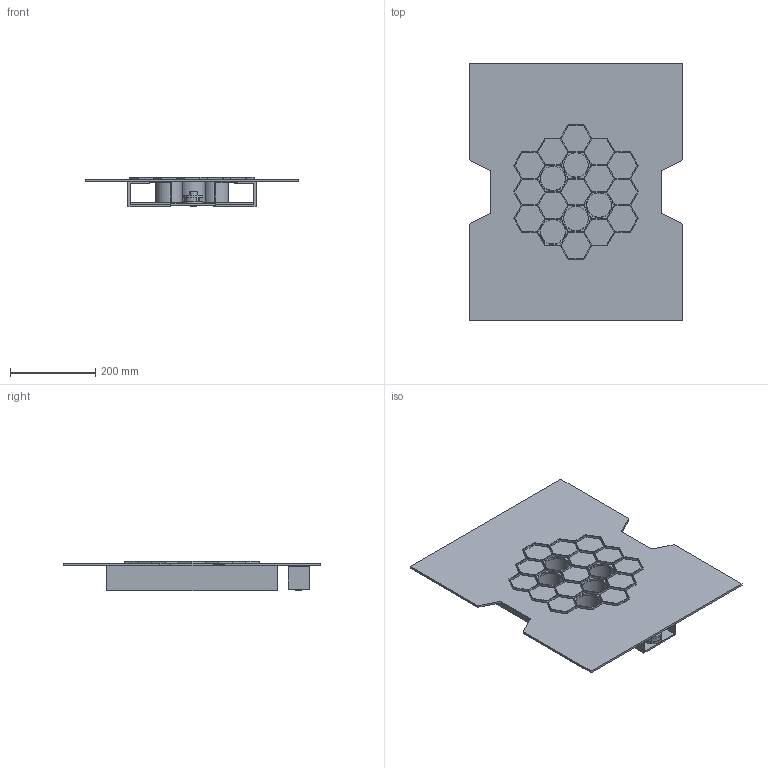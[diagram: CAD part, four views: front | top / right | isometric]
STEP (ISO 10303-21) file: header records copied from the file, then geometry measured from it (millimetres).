
FILE_DESCRIPTION (( 'STEP AP214' ), '1' );
FILE_NAME ('quadro 1.STEP', '2015-06-26T10:29:23', ( '' ), ( '' ), 'SwSTEP 2.0', 'SolidWorks 2013', '' );
FILE_SCHEMA (( 'AUTOMOTIVE_DESIGN' ));
Length unit declared in the file: millimetre
Products named in the file (10): alberino_1; lamiera_1; ruota_1; parete posteriore assemblata_1; pannello posteriore scorrevole_1; cilindro pannello post_1; guida scorrimento lamera; cellette_1; quadro standard_1; quadro 1
Assembly tree (19 placements, depth 3):
  quadro 1
    quadro standard_1
    cellette_1
    guida scorrimento lamera  x2
    parete posteriore assemblata_1
      cilindro pannello post_1  x10
      pannello posteriore scorrevole_1
    ruota_1
    lamiera_1
    alberino_1
Bounding box: 500 x 600 x 70 mm (x, y, z)
Volume: 2896803.2 mm3; surface area: 1352572 mm2
Topology: 18 solids, 18 shells, 322 faces, 849 edges, 566 vertices
Faces by surface type: plane 237, cylinder 85
Entity records: 8639 total; most frequent: CARTESIAN_POINT 1560, ORIENTED_EDGE 1386, DIRECTION 1317, EDGE_CURVE 693, VECTOR 607, LINE 607, VERTEX_POINT 462, AXIS2_PLACEMENT_3D 355
